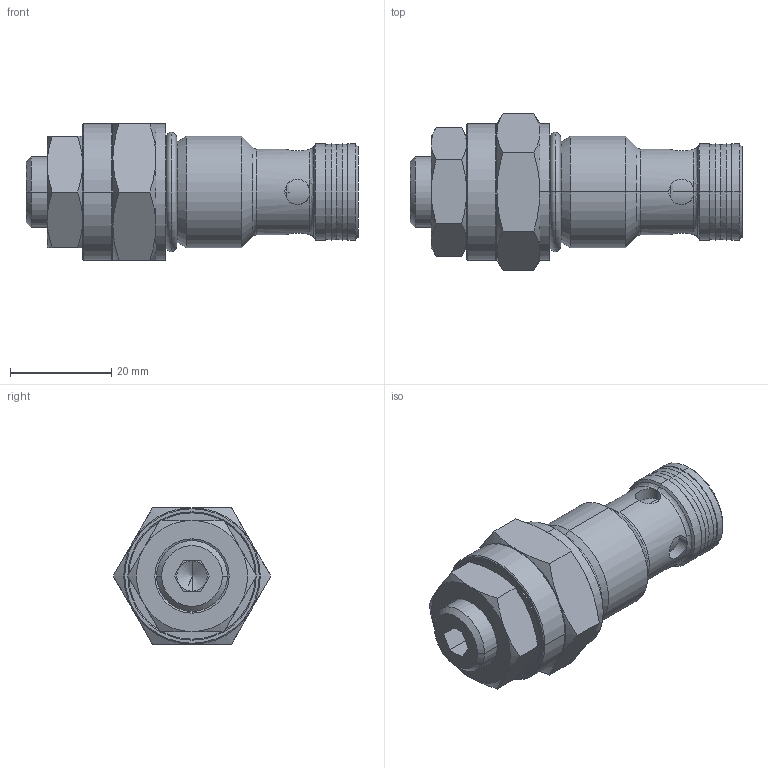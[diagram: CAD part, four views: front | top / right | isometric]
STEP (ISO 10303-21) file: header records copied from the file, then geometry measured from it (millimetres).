
FILE_DESCRIPTION (( 'STEP AP214' ), '1' );
FILE_NAME ('508.022_Kunde.STEP', '2017-03-15T12:40:21', ( 'User' ), ( '' ), 'SwSTEP 2.0', 'SolidWorks 2016', '' );
FILE_SCHEMA (( 'AUTOMOTIVE_DESIGN' ));
Length unit declared in the file: millimetre
Products named in the file (1): 508.022_Kunde
Bounding box: 65.7 x 31.18 x 27 mm (x, y, z)
Volume: 31945.3 mm3; surface area: 12126.9 mm2
Topology: 6 solids, 6 shells, 189 faces, 397 edges, 225 vertices
Faces by surface type: cone 76, cylinder 51, plane 42, torus 20
Entity records: 7771 total; most frequent: CARTESIAN_POINT 1594, DIRECTION 891, ORIENTED_EDGE 790, EDGE_CURVE 395, AXIS2_PLACEMENT_3D 378, VERTEX_POINT 225, EDGE_LOOP 204, UNCERTAINTY_MEASURE_WITH_UNIT 197
